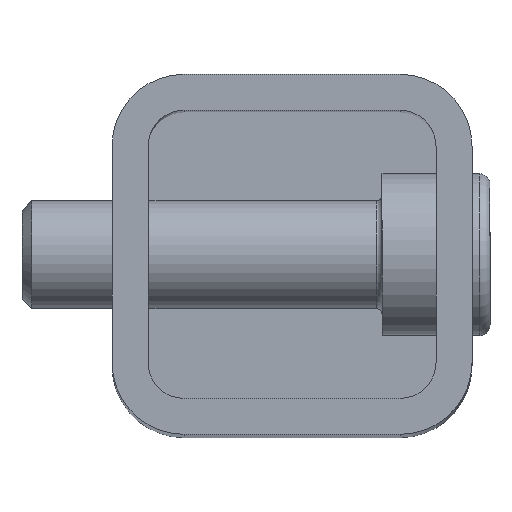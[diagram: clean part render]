
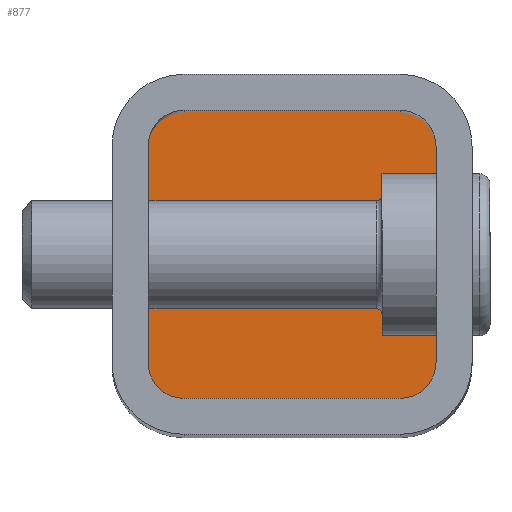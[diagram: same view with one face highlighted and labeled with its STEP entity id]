
A CAD part, top view. The second image highlights one B-rep face of the part: STEP entity #877.
In plain terms, the highlighted planar face has unit normal (0, 0, 1).
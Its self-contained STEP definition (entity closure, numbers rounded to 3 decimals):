
#80=PLANE('',#1057);
#126=FACE_OUTER_BOUND('',#182,.T.);
#182=EDGE_LOOP('',(#807,#808,#809,#810,#811,#812,#813,#814));
#237=LINE('',#1563,#304);
#241=LINE('',#1575,#308);
#245=LINE('',#1587,#312);
#249=LINE('',#1597,#316);
#304=VECTOR('',#1283,10.);
#308=VECTOR('',#1295,10.);
#312=VECTOR('',#1307,10.);
#316=VECTOR('',#1319,10.);
#358=CIRCLE('',#1042,8.);
#360=CIRCLE('',#1046,8.);
#362=CIRCLE('',#1050,8.);
#364=CIRCLE('',#1054,8.);
#435=VERTEX_POINT('',#1554);
#436=VERTEX_POINT('',#1556);
#438=VERTEX_POINT('',#1562);
#440=VERTEX_POINT('',#1568);
#442=VERTEX_POINT('',#1574);
#444=VERTEX_POINT('',#1580);
#446=VERTEX_POINT('',#1586);
#448=VERTEX_POINT('',#1592);
#549=EDGE_CURVE('',#436,#435,#358,.T.);
#552=EDGE_CURVE('',#438,#436,#237,.T.);
#555=EDGE_CURVE('',#440,#438,#360,.T.);
#558=EDGE_CURVE('',#442,#440,#241,.T.);
#561=EDGE_CURVE('',#444,#442,#362,.T.);
#564=EDGE_CURVE('',#446,#444,#245,.T.);
#567=EDGE_CURVE('',#448,#446,#364,.T.);
#570=EDGE_CURVE('',#435,#448,#249,.T.);
#807=ORIENTED_EDGE('',*,*,#570,.T.);
#808=ORIENTED_EDGE('',*,*,#567,.T.);
#809=ORIENTED_EDGE('',*,*,#564,.T.);
#810=ORIENTED_EDGE('',*,*,#561,.T.);
#811=ORIENTED_EDGE('',*,*,#558,.T.);
#812=ORIENTED_EDGE('',*,*,#555,.T.);
#813=ORIENTED_EDGE('',*,*,#552,.T.);
#814=ORIENTED_EDGE('',*,*,#549,.T.);
#877=ADVANCED_FACE('',(#126),#80,.T.);
#1042=AXIS2_PLACEMENT_3D('',#1557,#1277,#1278);
#1046=AXIS2_PLACEMENT_3D('',#1569,#1289,#1290);
#1050=AXIS2_PLACEMENT_3D('',#1581,#1301,#1302);
#1054=AXIS2_PLACEMENT_3D('',#1593,#1313,#1314);
#1057=AXIS2_PLACEMENT_3D('',#1599,#1322,#1323);
#1277=DIRECTION('center_axis',(0.,0.,1.));
#1278=DIRECTION('ref_axis',(-1.,0.,0.));
#1283=DIRECTION('',(0.,1.,0.));
#1289=DIRECTION('center_axis',(0.,0.,1.));
#1290=DIRECTION('ref_axis',(0.,1.,0.));
#1295=DIRECTION('',(1.,0.,0.));
#1301=DIRECTION('center_axis',(0.,0.,1.));
#1302=DIRECTION('ref_axis',(1.,0.,0.));
#1307=DIRECTION('',(0.,-1.,0.));
#1313=DIRECTION('center_axis',(0.,0.,1.));
#1314=DIRECTION('ref_axis',(0.,-1.,0.));
#1319=DIRECTION('',(-1.,0.,0.));
#1322=DIRECTION('center_axis',(0.,0.,1.));
#1323=DIRECTION('ref_axis',(1.,0.,0.));
#1554=CARTESIAN_POINT('',(17.622,26.892,40.));
#1556=CARTESIAN_POINT('',(25.622,18.892,40.));
#1557=CARTESIAN_POINT('Origin',(17.622,18.892,40.));
#1562=CARTESIAN_POINT('',(25.622,-4.108,40.));
#1563=CARTESIAN_POINT('',(25.622,18.892,40.));
#1568=CARTESIAN_POINT('',(17.622,-12.108,40.));
#1569=CARTESIAN_POINT('Origin',(17.622,-4.108,40.));
#1574=CARTESIAN_POINT('',(-5.378,-12.108,40.));
#1575=CARTESIAN_POINT('',(17.622,-12.108,40.));
#1580=CARTESIAN_POINT('',(-13.378,-4.108,40.));
#1581=CARTESIAN_POINT('Origin',(-5.378,-4.108,40.));
#1586=CARTESIAN_POINT('',(-13.378,18.892,40.));
#1587=CARTESIAN_POINT('',(-13.378,-4.108,40.));
#1592=CARTESIAN_POINT('',(-5.378,26.892,40.));
#1593=CARTESIAN_POINT('Origin',(-5.378,18.892,40.));
#1597=CARTESIAN_POINT('',(-5.378,26.892,40.));
#1599=CARTESIAN_POINT('Origin',(6.122,7.392,40.));
